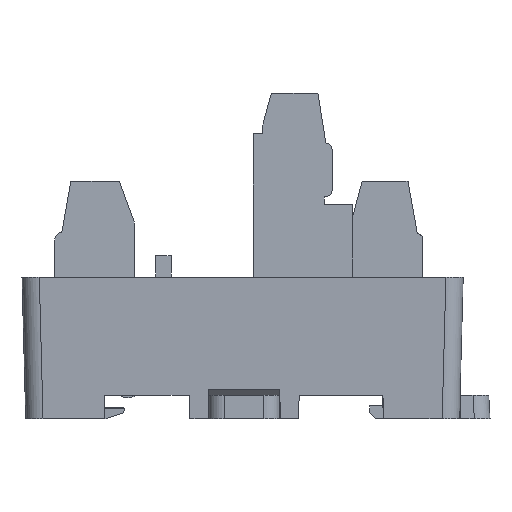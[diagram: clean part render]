
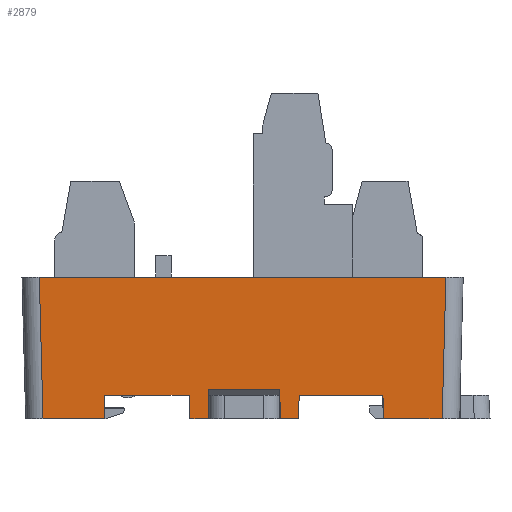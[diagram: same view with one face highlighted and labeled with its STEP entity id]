
A CAD part, left-side view. The second image highlights one B-rep face of the part: STEP entity #2879.
In plain terms, the highlighted planar face has unit normal (-1, 0, -0.026).
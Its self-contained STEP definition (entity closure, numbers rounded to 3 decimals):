
#1692=FACE_OUTER_BOUND('',#5772,.T.);
#2879=ADVANCED_FACE('',(#1692),#4143,.T.);
#4143=PLANE('',#24284);
#5772=EDGE_LOOP('',(#7981,#7982,#7983,#7984,#7985,#7986,#7987,#7988,#7989,
#7990,#7991,#7992,#7993,#7994,#7995,#7996));
#7981=ORIENTED_EDGE('',*,*,#16328,.T.);
#7982=ORIENTED_EDGE('',*,*,#16385,.T.);
#7983=ORIENTED_EDGE('',*,*,#16355,.T.);
#7984=ORIENTED_EDGE('',*,*,#16378,.F.);
#7985=ORIENTED_EDGE('',*,*,#16142,.T.);
#7986=ORIENTED_EDGE('',*,*,#16386,.F.);
#7987=ORIENTED_EDGE('',*,*,#16387,.F.);
#7988=ORIENTED_EDGE('',*,*,#16388,.T.);
#7989=ORIENTED_EDGE('',*,*,#16389,.F.);
#7990=ORIENTED_EDGE('',*,*,#16390,.T.);
#7991=ORIENTED_EDGE('',*,*,#16391,.F.);
#7992=ORIENTED_EDGE('',*,*,#16392,.T.);
#7993=ORIENTED_EDGE('',*,*,#16128,.T.);
#7994=ORIENTED_EDGE('',*,*,#16318,.T.);
#7995=ORIENTED_EDGE('',*,*,#16310,.T.);
#7996=ORIENTED_EDGE('',*,*,#16393,.T.);
#14016=VERTEX_POINT('',#32274);
#14017=VERTEX_POINT('',#32276);
#14030=VERTEX_POINT('',#32302);
#14031=VERTEX_POINT('',#32304);
#14160=VERTEX_POINT('',#32636);
#14161=VERTEX_POINT('',#32638);
#14171=VERTEX_POINT('',#32672);
#14172=VERTEX_POINT('',#32674);
#14190=VERTEX_POINT('',#32721);
#14191=VERTEX_POINT('',#32723);
#14203=VERTEX_POINT('',#32783);
#14204=VERTEX_POINT('',#32785);
#14205=VERTEX_POINT('',#32787);
#14206=VERTEX_POINT('',#32789);
#14207=VERTEX_POINT('',#32791);
#14208=VERTEX_POINT('',#32793);
#16128=EDGE_CURVE('',#14017,#14016,#19286,.T.);
#16142=EDGE_CURVE('',#14031,#14030,#19298,.T.);
#16310=EDGE_CURVE('',#14161,#14160,#19459,.T.);
#16318=EDGE_CURVE('',#14016,#14161,#19467,.T.);
#16328=EDGE_CURVE('',#14172,#14171,#19475,.T.);
#16355=EDGE_CURVE('',#14191,#14190,#19498,.T.);
#16378=EDGE_CURVE('',#14031,#14190,#19518,.T.);
#16385=EDGE_CURVE('',#14171,#14191,#19525,.T.);
#16386=EDGE_CURVE('',#14203,#14030,#19526,.T.);
#16387=EDGE_CURVE('',#14204,#14203,#19527,.T.);
#16388=EDGE_CURVE('',#14204,#14205,#19528,.T.);
#16389=EDGE_CURVE('',#14206,#14205,#19529,.T.);
#16390=EDGE_CURVE('',#14206,#14207,#19530,.T.);
#16391=EDGE_CURVE('',#14208,#14207,#19531,.T.);
#16392=EDGE_CURVE('',#14208,#14017,#19532,.T.);
#16393=EDGE_CURVE('',#14160,#14172,#19533,.T.);
#19286=LINE('',#32275,#21806);
#19298=LINE('',#32303,#21818);
#19459=LINE('',#32637,#21979);
#19467=LINE('',#32652,#21987);
#19475=LINE('',#32673,#21995);
#19498=LINE('',#32722,#22018);
#19518=LINE('',#32770,#22038);
#19525=LINE('',#32781,#22045);
#19526=LINE('',#32782,#22046);
#19527=LINE('',#32784,#22047);
#19528=LINE('',#32786,#22048);
#19529=LINE('',#32788,#22049);
#19530=LINE('',#32790,#22050);
#19531=LINE('',#32792,#22051);
#19532=LINE('',#32794,#22052);
#19533=LINE('',#32795,#22053);
#21806=VECTOR('',#26028,1.);
#21818=VECTOR('',#26044,1.);
#21979=VECTOR('',#26291,1.);
#21987=VECTOR('',#26303,1.);
#21995=VECTOR('',#26325,1.);
#22018=VECTOR('',#26362,1.);
#22038=VECTOR('',#26414,1.);
#22045=VECTOR('',#26429,1.);
#22046=VECTOR('',#26430,1.);
#22047=VECTOR('',#26431,1.);
#22048=VECTOR('',#26432,1.);
#22049=VECTOR('',#26433,1.);
#22050=VECTOR('',#26434,1.);
#22051=VECTOR('',#26435,1.);
#22052=VECTOR('',#26436,1.);
#22053=VECTOR('',#26437,1.);
#24284=AXIS2_PLACEMENT_3D('',#32796,#26438,#26439);
#26028=DIRECTION('',(0.,-1.,0.));
#26044=DIRECTION('',(0.,-1.,0.));
#26291=DIRECTION('',(0.,-1.,0.));
#26303=DIRECTION('',(0.026,-0.017,-1.));
#26325=DIRECTION('',(0.,1.,0.));
#26362=DIRECTION('',(0.,-1.,0.));
#26414=DIRECTION('',(0.026,0.017,-1.));
#26429=DIRECTION('',(0.026,-0.026,-0.999));
#26430=DIRECTION('',(-0.026,0.035,0.999));
#26431=DIRECTION('',(0.,1.,0.));
#26432=DIRECTION('',(-0.026,-0.009,1.));
#26433=DIRECTION('',(0.,1.,0.));
#26434=DIRECTION('',(0.026,-0.009,-1.));
#26435=DIRECTION('',(0.,1.,0.));
#26436=DIRECTION('',(-0.026,-0.035,0.999));
#26437=DIRECTION('',(-0.026,-0.026,0.999));
#26438=DIRECTION('',(-1.,0.,-0.026));
#26439=DIRECTION('',(0.026,0.,-1.));
#32274=CARTESIAN_POINT('',(-28.557,10.2,-15.));
#32275=CARTESIAN_POINT('',(-28.557,27.85,-15.));
#32276=CARTESIAN_POINT('',(-28.557,20.85,-15.));
#32302=CARTESIAN_POINT('',(-28.557,34.85,-15.));
#32303=CARTESIAN_POINT('',(-28.557,27.85,-15.));
#32304=CARTESIAN_POINT('',(-28.557,45.6,-15.));
#32636=CARTESIAN_POINT('',(-28.479,2.671,-18.));
#32637=CARTESIAN_POINT('',(-28.479,27.85,-18.));
#32638=CARTESIAN_POINT('',(-28.479,10.148,-18.));
#32652=CARTESIAN_POINT('',(-28.958,10.467,0.309));
#32672=CARTESIAN_POINT('',(-28.95,53.901,0.));
#32673=CARTESIAN_POINT('',(-28.95,28.35,0.));
#32674=CARTESIAN_POINT('',(-28.95,2.199,0.));
#32721=CARTESIAN_POINT('',(-28.479,45.652,-18.));
#32722=CARTESIAN_POINT('',(-28.479,28.35,-18.));
#32723=CARTESIAN_POINT('',(-28.479,53.429,-18.));
#32770=CARTESIAN_POINT('',(-28.526,45.621,-16.204));
#32781=CARTESIAN_POINT('',(-28.933,53.884,-0.66));
#32782=CARTESIAN_POINT('',(-28.526,34.808,-16.202));
#32783=CARTESIAN_POINT('',(-28.479,34.745,-18.));
#32784=CARTESIAN_POINT('',(-28.479,27.85,-18.));
#32785=CARTESIAN_POINT('',(-28.479,32.426,-18.));
#32786=CARTESIAN_POINT('',(-28.526,32.411,-16.204));
#32787=CARTESIAN_POINT('',(-28.576,32.394,-14.274));
#32788=CARTESIAN_POINT('',(-28.576,237.295,-14.274));
#32789=CARTESIAN_POINT('',(-28.576,23.306,-14.274));
#32790=CARTESIAN_POINT('',(-28.526,23.29,-16.204));
#32791=CARTESIAN_POINT('',(-28.479,23.274,-18.));
#32792=CARTESIAN_POINT('',(-28.479,27.85,-18.));
#32793=CARTESIAN_POINT('',(-28.479,20.955,-18.));
#32794=CARTESIAN_POINT('',(-28.943,20.336,-0.282));
#32795=CARTESIAN_POINT('',(-28.933,2.217,-0.66));
#32796=CARTESIAN_POINT('',(-28.95,28.35,-0.003));
